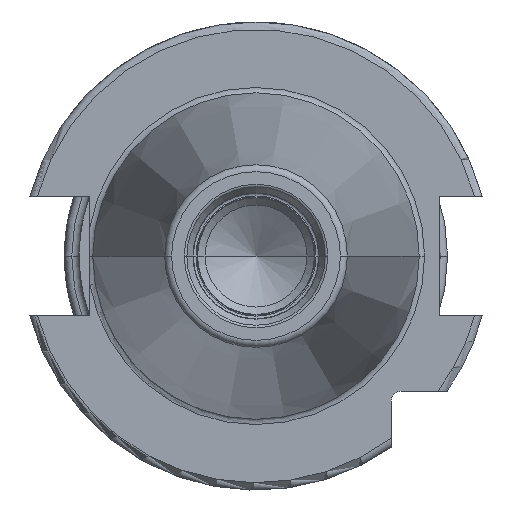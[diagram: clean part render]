
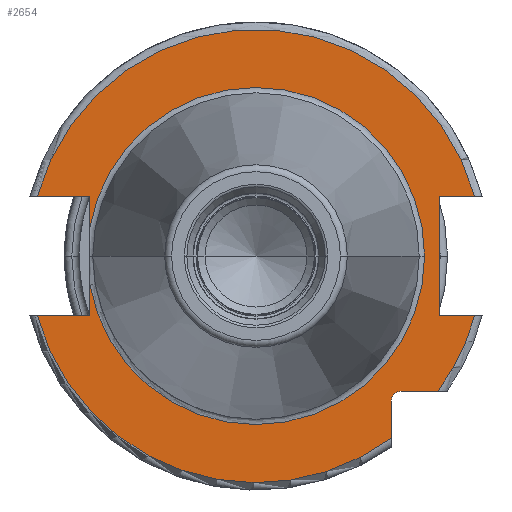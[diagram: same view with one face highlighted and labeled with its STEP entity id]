
A CAD part, left-side view. The second image highlights one B-rep face of the part: STEP entity #2654.
In plain terms, the highlighted planar face has unit normal (-1, 0, 0).
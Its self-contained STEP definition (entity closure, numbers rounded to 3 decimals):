
#117=CARTESIAN_POINT('',(3.2,0.,0.));
#118=DIRECTION('',(-1.,0.,0.));
#119=DIRECTION('',(0.,0.986,-0.168));
#120=AXIS2_PLACEMENT_3D('',#117,#118,#119);
#759=DIRECTION('',(0.,-1.,0.));
#760=VECTOR('',#759,4.99);
#761=CARTESIAN_POINT('',(3.2,-19.7,-18.35));
#762=LINE('',#761,#760);
#763=DIRECTION('',(0.,0.,1.));
#764=VECTOR('',#763,4.99);
#765=CARTESIAN_POINT('',(3.2,-18.35,-24.69));
#766=LINE('',#765,#764);
#767=CARTESIAN_POINT('',(3.2,0.,0.));
#768=DIRECTION('',(-1.,0.,0.));
#769=DIRECTION('',(0.,0.965,-0.263));
#770=AXIS2_PLACEMENT_3D('',#767,#768,#769);
#772=DIRECTION('',(0.,-1.,0.));
#773=VECTOR('',#772,7.127);
#774=CARTESIAN_POINT('',(3.2,29.677,-8.1));
#775=LINE('',#774,#773);
#776=DIRECTION('',(0.,0.,-1.));
#777=VECTOR('',#776,4.258);
#778=CARTESIAN_POINT('',(3.2,22.55,-3.842));
#779=LINE('',#778,#777);
#780=DIRECTION('',(0.,0.,-1.));
#781=VECTOR('',#780,4.258);
#782=CARTESIAN_POINT('',(3.2,22.55,8.1));
#783=LINE('',#782,#781);
#784=DIRECTION('',(0.,-1.,0.));
#785=VECTOR('',#784,7.127);
#786=CARTESIAN_POINT('',(3.2,29.677,8.1));
#787=LINE('',#786,#785);
#788=CARTESIAN_POINT('',(3.2,0.,0.));
#789=DIRECTION('',(1.,0.,0.));
#790=DIRECTION('',(0.,0.965,0.263));
#791=AXIS2_PLACEMENT_3D('',#788,#789,#790);
#793=DIRECTION('',(0.,1.,0.));
#794=VECTOR('',#793,4.827);
#795=CARTESIAN_POINT('',(3.2,-29.677,8.1));
#796=LINE('',#795,#794);
#797=DIRECTION('',(0.,0.,1.));
#798=VECTOR('',#797,16.2);
#799=CARTESIAN_POINT('',(3.2,-24.85,-8.1));
#800=LINE('',#799,#798);
#801=DIRECTION('',(0.,1.,0.));
#802=VECTOR('',#801,4.827);
#803=CARTESIAN_POINT('',(3.2,-29.677,-8.1));
#804=LINE('',#803,#802);
#805=CARTESIAN_POINT('',(3.2,0.,0.));
#806=DIRECTION('',(-1.,0.,0.));
#807=DIRECTION('',(0.,-0.803,-0.597));
#808=AXIS2_PLACEMENT_3D('',#805,#806,#807);
#819=CARTESIAN_POINT('',(3.2,-19.7,-19.7));
#820=DIRECTION('',(1.,0.,0.));
#821=DIRECTION('',(0.,1.,0.));
#822=AXIS2_PLACEMENT_3D('',#819,#820,#821);
#1209=CARTESIAN_POINT('',(3.2,0.,0.));
#1210=DIRECTION('',(1.,0.,0.));
#1211=DIRECTION('',(0.,0.986,0.168));
#1212=AXIS2_PLACEMENT_3D('',#1209,#1210,#1211);
#1459=CARTESIAN_POINT('',(3.2,-22.875,0.));
#1461=VERTEX_POINT('',#1459);
#1601=CARTESIAN_POINT('',(3.2,29.677,8.1));
#1602=CARTESIAN_POINT('',(3.2,22.55,8.1));
#1603=VERTEX_POINT('',#1601);
#1604=VERTEX_POINT('',#1602);
#1605=CARTESIAN_POINT('',(3.2,22.55,3.842));
#1606=VERTEX_POINT('',#1605);
#1607=CARTESIAN_POINT('',(3.2,22.55,-3.842));
#1608=CARTESIAN_POINT('',(3.2,22.55,-8.1));
#1609=VERTEX_POINT('',#1607);
#1610=VERTEX_POINT('',#1608);
#1611=CARTESIAN_POINT('',(3.2,29.677,-8.1));
#1612=VERTEX_POINT('',#1611);
#1613=CARTESIAN_POINT('',(3.2,-29.677,-8.1));
#1614=CARTESIAN_POINT('',(3.2,-24.85,-8.1));
#1615=VERTEX_POINT('',#1613);
#1616=VERTEX_POINT('',#1614);
#1617=CARTESIAN_POINT('',(3.2,-24.85,8.1));
#1618=VERTEX_POINT('',#1617);
#1619=CARTESIAN_POINT('',(3.2,-29.677,8.1));
#1620=VERTEX_POINT('',#1619);
#1646=CARTESIAN_POINT('',(3.2,-18.35,-24.69));
#1647=VERTEX_POINT('',#1646);
#1654=CARTESIAN_POINT('',(3.2,-19.7,-18.35));
#1655=CARTESIAN_POINT('',(3.2,-24.69,-18.35));
#1656=VERTEX_POINT('',#1654);
#1657=VERTEX_POINT('',#1655);
#1658=CARTESIAN_POINT('',(3.2,-18.35,-19.7));
#1659=VERTEX_POINT('',#1658);
#2625=CARTESIAN_POINT('',(3.2,0.,0.));
#2626=DIRECTION('',(1.,0.,0.));
#2627=DIRECTION('',(0.,-1.,0.));
#2628=AXIS2_PLACEMENT_3D('',#2625,#2626,#2627);
#2629=PLANE('',#2628);
#2631=ORIENTED_EDGE('',*,*,#2630,.F.);
#2633=ORIENTED_EDGE('',*,*,#2632,.F.);
#2635=ORIENTED_EDGE('',*,*,#2634,.F.);
#2637=ORIENTED_EDGE('',*,*,#2636,.F.);
#2638=ORIENTED_EDGE('',*,*,#2283,.T.);
#2639=ORIENTED_EDGE('',*,*,#1892,.F.);
#2640=ORIENTED_EDGE('',*,*,#1873,.T.);
#2642=ORIENTED_EDGE('',*,*,#2641,.F.);
#2643=ORIENTED_EDGE('',*,*,#1887,.F.);
#2644=ORIENTED_EDGE('',*,*,#1950,.F.);
#2646=ORIENTED_EDGE('',*,*,#2645,.T.);
#2647=ORIENTED_EDGE('',*,*,#2604,.T.);
#2648=ORIENTED_EDGE('',*,*,#2360,.F.);
#2649=ORIENTED_EDGE('',*,*,#2380,.F.);
#2651=ORIENTED_EDGE('',*,*,#2650,.F.);
#2652=EDGE_LOOP('',(#2631,#2633,#2635,#2637,#2638,#2639,#2640,#2642,#2643,#2644,
#2646,#2647,#2648,#2649,#2651));
#2653=FACE_OUTER_BOUND('',#2652,.F.);
#2654=ADVANCED_FACE('',(#2653),#2629,.F.);
#121=CIRCLE('',#120,22.875);
#771=CIRCLE('',#770,30.763);
#792=CIRCLE('',#791,30.763);
#809=CIRCLE('',#808,30.763);
#823=CIRCLE('',#822,1.35);
#1213=CIRCLE('',#1212,22.875);
#1873=EDGE_CURVE('',#1609,#1461,#121,.T.);
#1887=EDGE_CURVE('',#1604,#1606,#783,.T.);
#1892=EDGE_CURVE('',#1609,#1610,#779,.T.);
#1950=EDGE_CURVE('',#1603,#1604,#787,.T.);
#2283=EDGE_CURVE('',#1612,#1610,#775,.T.);
#2360=EDGE_CURVE('',#1616,#1618,#800,.T.);
#2380=EDGE_CURVE('',#1615,#1616,#804,.T.);
#2604=EDGE_CURVE('',#1620,#1618,#796,.T.);
#2630=EDGE_CURVE('',#1656,#1657,#762,.T.);
#2632=EDGE_CURVE('',#1659,#1656,#823,.T.);
#2634=EDGE_CURVE('',#1647,#1659,#766,.T.);
#2636=EDGE_CURVE('',#1612,#1647,#771,.T.);
#2641=EDGE_CURVE('',#1606,#1461,#1213,.T.);
#2645=EDGE_CURVE('',#1603,#1620,#792,.T.);
#2650=EDGE_CURVE('',#1657,#1615,#809,.T.);
